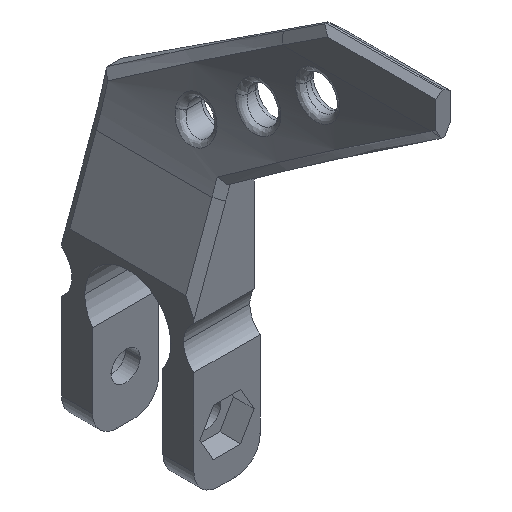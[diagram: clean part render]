
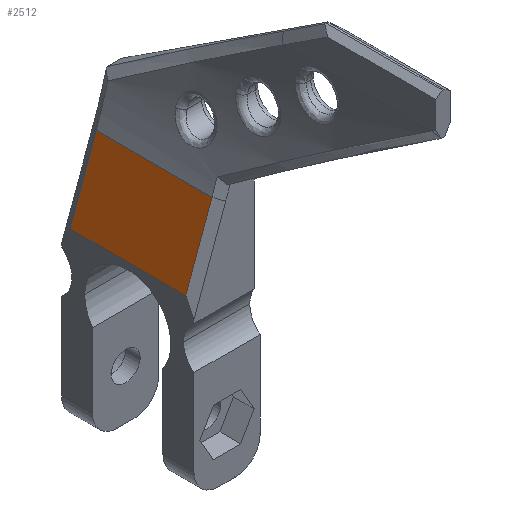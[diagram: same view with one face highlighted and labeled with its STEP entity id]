
A CAD part, isometric view. The second image highlights one B-rep face of the part: STEP entity #2512.
In plain terms, the highlighted planar face has unit normal (-0.94, 0, 0.343).
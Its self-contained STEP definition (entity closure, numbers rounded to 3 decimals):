
#2336=CARTESIAN_POINT('Vertex',(-4.826,1.,14.702)) ;
#2339=CARTESIAN_POINT('Line Origine',(-6.534,1.,10.021)) ;
#2343=CARTESIAN_POINT('Vertex',(-8.,1.,6.)) ;
#2456=CARTESIAN_POINT('Line Origine',(-8.,8.,6.)) ;
#2460=CARTESIAN_POINT('Vertex',(-8.,15.,6.)) ;
#2489=CARTESIAN_POINT('Axis2P3D Location',(-1.8,-30.8,23.)) ;
#2494=CARTESIAN_POINT('Line Origine',(-4.826,-3.5,14.702)) ;
#2498=CARTESIAN_POINT('Vertex',(-4.826,15.,14.702)) ;
#2501=CARTESIAN_POINT('Line Origine',(-4.9,15.,14.5)) ;
#2340=DIRECTION('Vector Direction',(-0.343,0.,-0.939)) ;
#2457=DIRECTION('Vector Direction',(0.,1.,0.)) ;
#2490=DIRECTION('Axis2P3D Direction',(-0.939,0.,0.343)) ;
#2491=DIRECTION('Axis2P3D XDirection',(0.,1.,0.)) ;
#2495=DIRECTION('Vector Direction',(0.,1.,0.)) ;
#2502=DIRECTION('Vector Direction',(-0.343,0.,-0.939)) ;
#2492=AXIS2_PLACEMENT_3D('Plane Axis2P3D',#2489,#2490,#2491) ;
#2507=ORIENTED_EDGE('',*,*,#2462,.T.) ;
#2508=ORIENTED_EDGE('',*,*,#2345,.F.) ;
#2509=ORIENTED_EDGE('',*,*,#2500,.T.) ;
#2510=ORIENTED_EDGE('',*,*,#2505,.F.) ;
#2341=VECTOR('Line Direction',#2340,1.) ;
#2458=VECTOR('Line Direction',#2457,1.) ;
#2496=VECTOR('Line Direction',#2495,1.) ;
#2503=VECTOR('Line Direction',#2502,1.) ;
#2512=ADVANCED_FACE('Corps principal',(#2511),#2493,.T.) ;
#2345=EDGE_CURVE('',#2337,#2344,#2342,.T.) ;
#2462=EDGE_CURVE('',#2461,#2344,#2459,.F.) ;
#2500=EDGE_CURVE('',#2337,#2499,#2497,.T.) ;
#2505=EDGE_CURVE('',#2461,#2499,#2504,.F.) ;
#2506=EDGE_LOOP('',(#2507,#2508,#2509,#2510)) ;
#2511=FACE_OUTER_BOUND('',#2506,.T.) ;
#2342=LINE('Line',#2339,#2341) ;
#2459=LINE('Line',#2456,#2458) ;
#2497=LINE('Line',#2494,#2496) ;
#2504=LINE('Line',#2501,#2503) ;
#2493=PLANE('',#2492) ;
#2337=VERTEX_POINT('',#2336) ;
#2344=VERTEX_POINT('',#2343) ;
#2461=VERTEX_POINT('',#2460) ;
#2499=VERTEX_POINT('',#2498) ;
